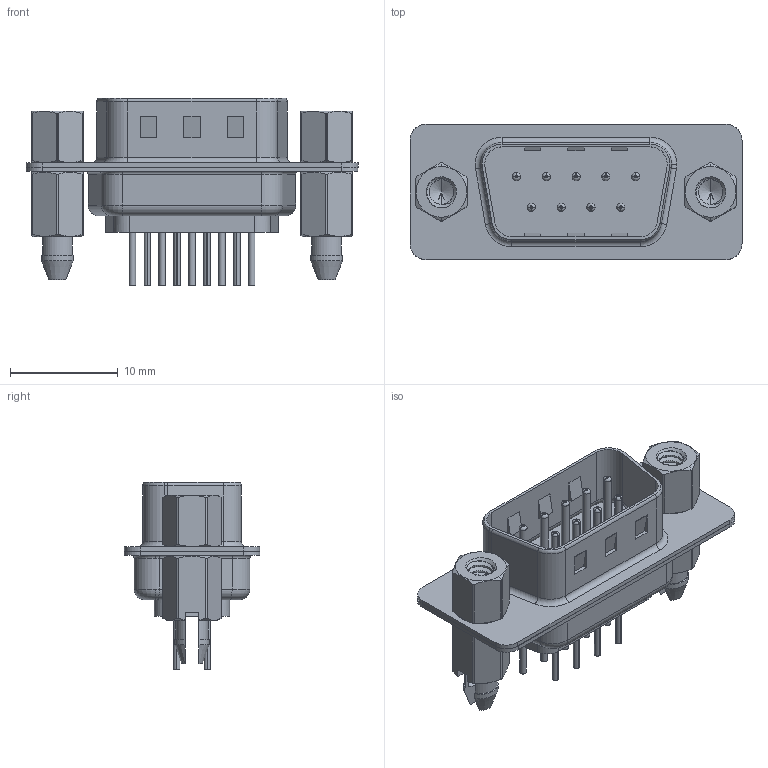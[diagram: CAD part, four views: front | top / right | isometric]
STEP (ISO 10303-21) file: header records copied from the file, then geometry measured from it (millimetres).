
FILE_DESCRIPTION (( 'STEP AP203' ), '1' );
FILE_NAME ('MHDD-09MNS-H1.STEP', '2025-11-12T19:46:39', ( '' ), ( '' ), 'SwSTEP 2.0', 'SolidWorks 2023', '' );
FILE_SCHEMA (( 'CONFIG_CONTROL_DESIGN' ));
Length unit declared in the file: millimetre
Products named in the file (8): MHDD 4-40 Hex Standoff; MHDD Shell Front_09 Contacts; MHDD 4-40 Threaded Boardlock_LP; MHDD Shell Rear_09 Contacts; MHDD Contact Row 1_20L; MHDD-09MNS-H1; MHDD Contact Row 2_20L; MHDD Housing_09 LP
Assembly tree (16 placements, depth 2):
  MHDD-09MNS-H1
    MHDD Housing_09 LP
    MHDD Shell Front_09 Contacts
    MHDD Shell Rear_09 Contacts
    MHDD Contact Row 1_20L  x5
    MHDD Contact Row 2_20L  x4
    MHDD 4-40 Hex Standoff  x2
    MHDD 4-40 Threaded Boardlock_LP  x2
Bounding box: 30.81 x 12.6 x 17.42 mm (x, y, z)
Volume: 1599.5 mm3; surface area: 4649.1 mm2
Topology: 16 solids, 16 shells, 1384 faces, 3644 edges, 2283 vertices
Faces by surface type: cylinder 566, plane 377, torus 299, cone 124, bspline 18
Entity records: 24503 total; most frequent: CARTESIAN_POINT 8216, DIRECTION 3294, ORIENTED_EDGE 3186, EDGE_CURVE 1593, AXIS2_PLACEMENT_3D 1312, VERTEX_POINT 1013, EDGE_LOOP 694, CIRCLE 680
